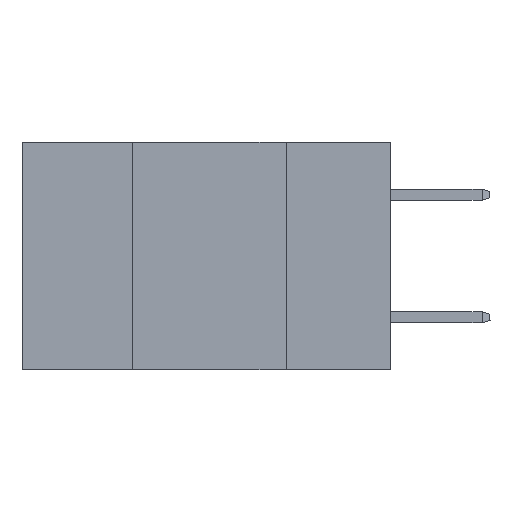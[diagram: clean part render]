
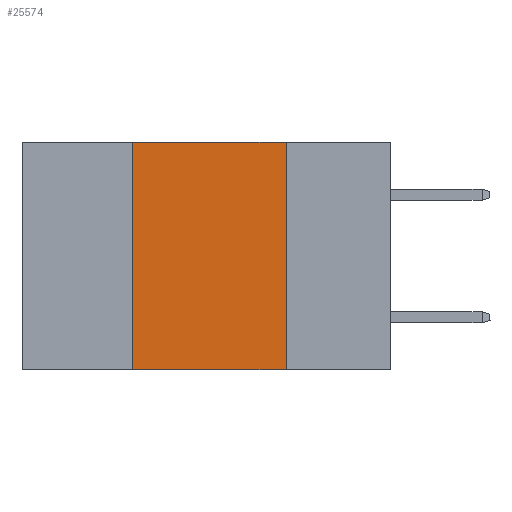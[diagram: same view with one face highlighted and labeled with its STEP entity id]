
A CAD part, left-side view. The second image highlights one B-rep face of the part: STEP entity #25574.
In plain terms, the highlighted planar face has unit normal (-1, 0, 0).
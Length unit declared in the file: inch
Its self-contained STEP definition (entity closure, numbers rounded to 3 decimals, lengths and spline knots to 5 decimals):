
#1535 = VECTOR ( 'NONE', #8447, 39.37008 ) ;
#1915 = CARTESIAN_POINT ( 'NONE',  ( 0., 0.42, -0.37 ) ) ;
#1983 = CARTESIAN_POINT ( 'NONE',  ( 0., 0.6, -0.37 ) ) ;
#2622 = VERTEX_POINT ( 'NONE', #1915 ) ;
#2732 = VERTEX_POINT ( 'NONE', #21713 ) ;
#4410 = CARTESIAN_POINT ( 'NONE',  ( 0., 0.42, 0. ) ) ;
#4510 = ORIENTED_EDGE ( 'NONE', *, *, #25154, .T. ) ;
#5939 = ORIENTED_EDGE ( 'NONE', *, *, #7972, .F. ) ;
#6375 = FACE_OUTER_BOUND ( 'NONE', #24228, .T. ) ;
#7621 = CARTESIAN_POINT ( 'NONE',  ( 0., 0.17, -0.37 ) ) ;
#7972 = EDGE_CURVE ( 'NONE', #2622, #12321, #24929, .T. ) ;
#8175 = VECTOR ( 'NONE', #25037, 39.37008 ) ;
#8447 = DIRECTION ( 'NONE',  ( 0., 0., -1. ) ) ;
#8448 = CARTESIAN_POINT ( 'NONE',  ( 0., 0.6, 0. ) ) ;
#8684 = PLANE ( 'NONE',  #16543 ) ;
#10102 = ORIENTED_EDGE ( 'NONE', *, *, #16805, .F. ) ;
#10902 = LINE ( 'NONE', #24721, #1535 ) ;
#12321 = VERTEX_POINT ( 'NONE', #4410 ) ;
#14525 = DIRECTION ( 'NONE',  ( 0., -1., 0. ) ) ;
#15656 = ORIENTED_EDGE ( 'NONE', *, *, #25126, .F. ) ;
#16543 = AXIS2_PLACEMENT_3D ( 'NONE', #25120, #23253, #20957 ) ;
#16805 = EDGE_CURVE ( 'NONE', #2732, #20310, #10902, .T. ) ;
#18003 = VECTOR ( 'NONE', #14525, 39.37008 ) ;
#18576 = LINE ( 'NONE', #1983, #18003 ) ;
#19509 = VECTOR ( 'NONE', #27681, 39.37008 ) ;
#20310 = VERTEX_POINT ( 'NONE', #7621 ) ;
#20957 = DIRECTION ( 'NONE',  ( 0., 0., -1. ) ) ;
#21713 = CARTESIAN_POINT ( 'NONE',  ( 0., 0.17, 0. ) ) ;
#23253 = DIRECTION ( 'NONE',  ( 1., 0., 0. ) ) ;
#24228 = EDGE_LOOP ( 'NONE', ( #10102, #15656, #5939, #4510 ) ) ;
#24721 = CARTESIAN_POINT ( 'NONE',  ( 0., 0.17, 0. ) ) ;
#24929 = LINE ( 'NONE', #27226, #19509 ) ;
#25037 = DIRECTION ( 'NONE',  ( 0., -1., 0. ) ) ;
#25120 = CARTESIAN_POINT ( 'NONE',  ( 0., 0.6, 0. ) ) ;
#25126 = EDGE_CURVE ( 'NONE', #12321, #2732, #29496, .T. ) ;
#25154 = EDGE_CURVE ( 'NONE', #2622, #20310, #18576, .T. ) ;
#25574 = ADVANCED_FACE ( 'NONE', ( #6375 ), #8684, .F. ) ;
#27226 = CARTESIAN_POINT ( 'NONE',  ( 0., 0.42, 0. ) ) ;
#27681 = DIRECTION ( 'NONE',  ( 0., 0., 1. ) ) ;
#29496 = LINE ( 'NONE', #8448, #8175 ) ;
